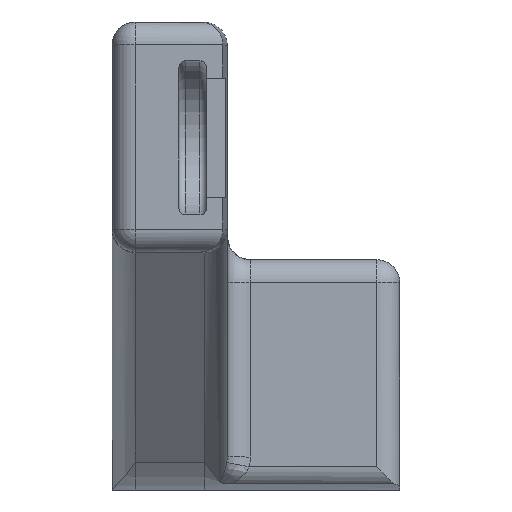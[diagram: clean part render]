
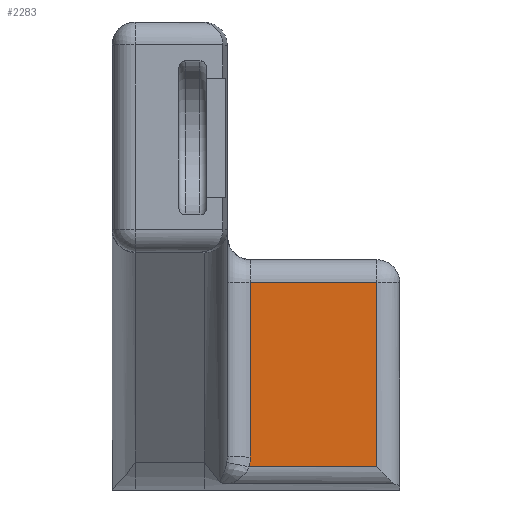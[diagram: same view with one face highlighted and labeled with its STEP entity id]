
A CAD part, top view. The second image highlights one B-rep face of the part: STEP entity #2283.
In plain terms, the highlighted planar face has unit normal (0, 0, 1).
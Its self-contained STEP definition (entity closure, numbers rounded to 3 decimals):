
#73=ELLIPSE('',#2544,8.513,8.);
#104=PLANE('',#2550);
#225=FACE_OUTER_BOUND('',#373,.T.);
#373=EDGE_LOOP('',(#1921,#1922,#1923,#1924,#1925));
#532=LINE('',#4040,#706);
#533=LINE('',#4043,#707);
#536=LINE('',#4056,#710);
#540=LINE('',#4135,#714);
#706=VECTOR('',#3155,10.);
#707=VECTOR('',#3158,10.);
#710=VECTOR('',#3175,10.);
#714=VECTOR('',#3193,10.);
#973=VERTEX_POINT('',#3721);
#1049=VERTEX_POINT('',#4027);
#1052=VERTEX_POINT('',#4035);
#1053=VERTEX_POINT('',#4042);
#1056=VERTEX_POINT('',#4054);
#1346=EDGE_CURVE('',#1049,#1052,#532,.T.);
#1347=EDGE_CURVE('',#1052,#1053,#533,.T.);
#1354=EDGE_CURVE('',#1056,#1049,#536,.T.);
#1355=EDGE_CURVE('',#973,#1056,#73,.T.);
#1363=EDGE_CURVE('',#1053,#973,#540,.T.);
#1921=ORIENTED_EDGE('',*,*,#1347,.F.);
#1922=ORIENTED_EDGE('',*,*,#1346,.F.);
#1923=ORIENTED_EDGE('',*,*,#1354,.F.);
#1924=ORIENTED_EDGE('',*,*,#1355,.F.);
#1925=ORIENTED_EDGE('',*,*,#1363,.F.);
#2283=ADVANCED_FACE('',(#225),#104,.T.);
#2544=AXIS2_PLACEMENT_3D('',#4077,#3176,#3177);
#2550=AXIS2_PLACEMENT_3D('',#4134,#3191,#3192);
#3155=DIRECTION('',(1.,0.,0.));
#3158=DIRECTION('',(0.,-1.,0.));
#3175=DIRECTION('',(0.,1.,0.));
#3176=DIRECTION('center_axis',(0.,0.,1.));
#3177=DIRECTION('ref_axis',(0.,-1.,0.));
#3191=DIRECTION('center_axis',(0.,0.,1.));
#3192=DIRECTION('ref_axis',(0.,-1.,0.));
#3193=DIRECTION('',(-1.,0.,0.));
#3721=CARTESIAN_POINT('',(23.836,-0.9,113.4));
#4027=CARTESIAN_POINT('',(24.,31.1,113.4));
#4035=CARTESIAN_POINT('',(46.,31.1,113.4));
#4040=CARTESIAN_POINT('',(0.,31.1,113.4));
#4042=CARTESIAN_POINT('',(46.,-0.9,113.4));
#4043=CARTESIAN_POINT('',(46.,25.1,113.4));
#4054=CARTESIAN_POINT('',(24.,0.813,113.4));
#4056=CARTESIAN_POINT('',(24.,35.361,113.4));
#4077=CARTESIAN_POINT('Origin',(16.,0.813,113.4));
#4134=CARTESIAN_POINT('Origin',(0.,35.1,113.4));
#4135=CARTESIAN_POINT('',(0.,-0.9,113.4));
